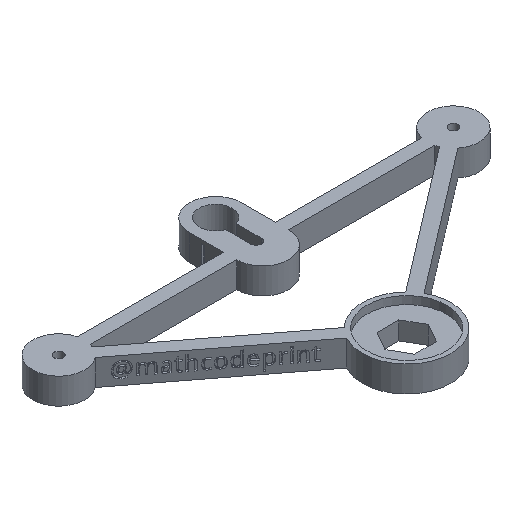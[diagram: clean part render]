
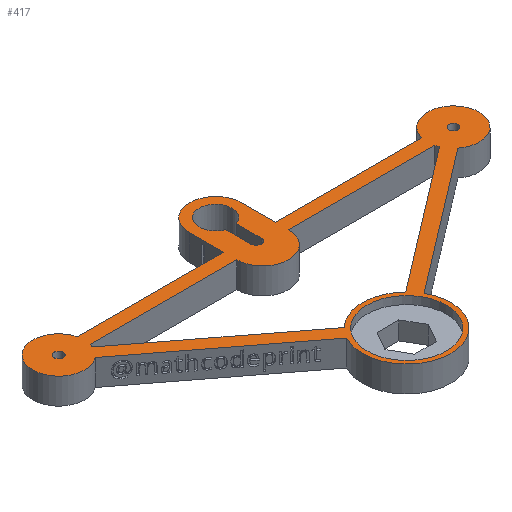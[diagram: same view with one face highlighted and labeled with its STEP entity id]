
A CAD part, isometric view. The second image highlights one B-rep face of the part: STEP entity #417.
In plain terms, the highlighted planar face has unit normal (0, 0, 1).
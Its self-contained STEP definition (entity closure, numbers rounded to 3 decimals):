
#24 = VERTEX_POINT('',#25);
#25 = CARTESIAN_POINT('',(5.,7.8,2.5));
#31 = EDGE_CURVE('',#24,#32,#34,.T.);
#32 = VERTEX_POINT('',#33);
#33 = CARTESIAN_POINT('',(-5.,7.8,2.5));
#34 = CIRCLE('',#35,5.);
#35 = AXIS2_PLACEMENT_3D('',#36,#37,#38);
#36 = CARTESIAN_POINT('',(0.,7.8,2.5));
#37 = DIRECTION('',(0.,0.,1.));
#38 = DIRECTION('',(1.,0.,0.));
#64 = EDGE_CURVE('',#24,#65,#67,.T.);
#65 = VERTEX_POINT('',#66);
#66 = CARTESIAN_POINT('',(5.,1.25,2.5));
#67 = LINE('',#68,#69);
#68 = CARTESIAN_POINT('',(5.,7.8,2.5));
#69 = VECTOR('',#70,1.);
#70 = DIRECTION('',(0.,-1.,0.));
#97 = VERTEX_POINT('',#98);
#98 = CARTESIAN_POINT('',(-5.,1.25,2.5));
#104 = EDGE_CURVE('',#97,#32,#105,.T.);
#105 = LINE('',#106,#107);
#106 = CARTESIAN_POINT('',(-5.,1.25,2.5));
#107 = VECTOR('',#108,1.);
#108 = DIRECTION('',(0.,1.,0.));
#417 = ADVANCED_FACE('',(#418,#480,#491,#527,#538,#608),#619,.T.);
#418 = FACE_BOUND('',#419,.T.);
#419 = EDGE_LOOP('',(#420,#421,#422,#430,#439,#447,#456,#464,#473,#479)
  );
#420 = ORIENTED_EDGE('',*,*,#31,.T.);
#421 = ORIENTED_EDGE('',*,*,#104,.F.);
#422 = ORIENTED_EDGE('',*,*,#423,.F.);
#423 = EDGE_CURVE('',#424,#97,#426,.T.);
#424 = VERTEX_POINT('',#425);
#425 = CARTESIAN_POINT('',(-33.159,1.25,2.5));
#426 = LINE('',#427,#428);
#427 = CARTESIAN_POINT('',(-33.159,1.25,2.5));
#428 = VECTOR('',#429,1.);
#429 = DIRECTION('',(1.,0.,0.));
#430 = ORIENTED_EDGE('',*,*,#431,.T.);
#431 = EDGE_CURVE('',#424,#432,#434,.T.);
#432 = VERTEX_POINT('',#433);
#433 = CARTESIAN_POINT('',(-34.91,-3.931,2.5));
#434 = CIRCLE('',#435,5.);
#435 = AXIS2_PLACEMENT_3D('',#436,#437,#438);
#436 = CARTESIAN_POINT('',(-38.,0.,2.5));
#437 = DIRECTION('',(0.,0.,1.));
#438 = DIRECTION('',(1.,0.,0.));
#439 = ORIENTED_EDGE('',*,*,#440,.T.);
#440 = EDGE_CURVE('',#432,#441,#443,.T.);
#441 = VERTEX_POINT('',#442);
#442 = CARTESIAN_POINT('',(-7.441,-24.902,2.5));
#443 = LINE('',#444,#445);
#444 = CARTESIAN_POINT('',(-34.91,-3.931,2.5));
#445 = VECTOR('',#446,1.);
#446 = DIRECTION('',(0.795,-0.607,0.));
#447 = ORIENTED_EDGE('',*,*,#448,.T.);
#448 = EDGE_CURVE('',#441,#449,#451,.T.);
#449 = VERTEX_POINT('',#450);
#450 = CARTESIAN_POINT('',(7.441,-24.902,2.5));
#451 = CIRCLE('',#452,8.5);
#452 = AXIS2_PLACEMENT_3D('',#453,#454,#455);
#453 = CARTESIAN_POINT('',(0.,-29.01,2.5));
#454 = DIRECTION('',(0.,0.,1.));
#455 = DIRECTION('',(1.,0.,0.));
#456 = ORIENTED_EDGE('',*,*,#457,.F.);
#457 = EDGE_CURVE('',#458,#449,#460,.T.);
#458 = VERTEX_POINT('',#459);
#459 = CARTESIAN_POINT('',(34.91,-3.931,2.5));
#460 = LINE('',#461,#462);
#461 = CARTESIAN_POINT('',(34.91,-3.931,2.5));
#462 = VECTOR('',#463,1.);
#463 = DIRECTION('',(-0.795,-0.607,0.));
#464 = ORIENTED_EDGE('',*,*,#465,.T.);
#465 = EDGE_CURVE('',#458,#466,#468,.T.);
#466 = VERTEX_POINT('',#467);
#467 = CARTESIAN_POINT('',(33.159,1.25,2.5));
#468 = CIRCLE('',#469,5.);
#469 = AXIS2_PLACEMENT_3D('',#470,#471,#472);
#470 = CARTESIAN_POINT('',(38.,0.,2.5));
#471 = DIRECTION('',(0.,0.,1.));
#472 = DIRECTION('',(1.,0.,0.));
#473 = ORIENTED_EDGE('',*,*,#474,.F.);
#474 = EDGE_CURVE('',#65,#466,#475,.T.);
#475 = LINE('',#476,#477);
#476 = CARTESIAN_POINT('',(5.,1.25,2.5));
#477 = VECTOR('',#478,1.);
#478 = DIRECTION('',(1.,0.,0.));
#479 = ORIENTED_EDGE('',*,*,#64,.F.);
#480 = FACE_BOUND('',#481,.T.);
#481 = EDGE_LOOP('',(#482));
#482 = ORIENTED_EDGE('',*,*,#483,.F.);
#483 = EDGE_CURVE('',#484,#484,#486,.T.);
#484 = VERTEX_POINT('',#485);
#485 = CARTESIAN_POINT('',(38.875,0.,2.5));
#486 = CIRCLE('',#487,0.875);
#487 = AXIS2_PLACEMENT_3D('',#488,#489,#490);
#488 = CARTESIAN_POINT('',(38.,0.,2.5));
#489 = DIRECTION('',(0.,0.,1.));
#490 = DIRECTION('',(1.,0.,0.));
#491 = FACE_BOUND('',#492,.T.);
#492 = EDGE_LOOP('',(#493,#503,#512,#520));
#493 = ORIENTED_EDGE('',*,*,#494,.F.);
#494 = EDGE_CURVE('',#495,#497,#499,.T.);
#495 = VERTEX_POINT('',#496);
#496 = CARTESIAN_POINT('',(-1.,4.813,2.5));
#497 = VERTEX_POINT('',#498);
#498 = CARTESIAN_POINT('',(-1.,0.,2.5));
#499 = LINE('',#500,#501);
#500 = CARTESIAN_POINT('',(-1.,4.813,2.5));
#501 = VECTOR('',#502,1.);
#502 = DIRECTION('',(0.,-1.,0.));
#503 = ORIENTED_EDGE('',*,*,#504,.F.);
#504 = EDGE_CURVE('',#505,#495,#507,.T.);
#505 = VERTEX_POINT('',#506);
#506 = CARTESIAN_POINT('',(1.,4.813,2.5));
#507 = CIRCLE('',#508,3.15);
#508 = AXIS2_PLACEMENT_3D('',#509,#510,#511);
#509 = CARTESIAN_POINT('',(0.,7.8,2.5));
#510 = DIRECTION('',(0.,0.,1.));
#511 = DIRECTION('',(1.,0.,0.));
#512 = ORIENTED_EDGE('',*,*,#513,.T.);
#513 = EDGE_CURVE('',#505,#514,#516,.T.);
#514 = VERTEX_POINT('',#515);
#515 = CARTESIAN_POINT('',(1.,0.,2.5));
#516 = LINE('',#517,#518);
#517 = CARTESIAN_POINT('',(1.,4.813,2.5));
#518 = VECTOR('',#519,1.);
#519 = DIRECTION('',(0.,-1.,0.));
#520 = ORIENTED_EDGE('',*,*,#521,.F.);
#521 = EDGE_CURVE('',#497,#514,#522,.T.);
#522 = CIRCLE('',#523,1.);
#523 = AXIS2_PLACEMENT_3D('',#524,#525,#526);
#524 = CARTESIAN_POINT('',(0.,0.,2.5));
#525 = DIRECTION('',(0.,0.,1.));
#526 = DIRECTION('',(1.,0.,0.));
#527 = FACE_BOUND('',#528,.T.);
#528 = EDGE_LOOP('',(#529));
#529 = ORIENTED_EDGE('',*,*,#530,.T.);
#530 = EDGE_CURVE('',#531,#531,#533,.T.);
#531 = VERTEX_POINT('',#532);
#532 = CARTESIAN_POINT('',(7.65,-29.01,2.5));
#533 = CIRCLE('',#534,7.65);
#534 = AXIS2_PLACEMENT_3D('',#535,#536,#537);
#535 = CARTESIAN_POINT('',(0.,-29.01,2.5));
#536 = DIRECTION('',(0.,0.,-1.));
#537 = DIRECTION('',(1.,0.,0.));
#538 = FACE_BOUND('',#539,.T.);
#539 = EDGE_LOOP('',(#540,#550,#559,#567,#576,#584,#593,#601));
#540 = ORIENTED_EDGE('',*,*,#541,.T.);
#541 = EDGE_CURVE('',#542,#544,#546,.T.);
#542 = VERTEX_POINT('',#543);
#543 = CARTESIAN_POINT('',(5.,-1.25,2.5));
#544 = VERTEX_POINT('',#545);
#545 = CARTESIAN_POINT('',(33.159,-1.25,2.5));
#546 = LINE('',#547,#548);
#547 = CARTESIAN_POINT('',(5.,-1.25,2.5));
#548 = VECTOR('',#549,1.);
#549 = DIRECTION('',(1.,0.,0.));
#550 = ORIENTED_EDGE('',*,*,#551,.T.);
#551 = EDGE_CURVE('',#544,#552,#554,.T.);
#552 = VERTEX_POINT('',#553);
#553 = CARTESIAN_POINT('',(33.393,-1.944,2.5));
#554 = CIRCLE('',#555,5.);
#555 = AXIS2_PLACEMENT_3D('',#556,#557,#558);
#556 = CARTESIAN_POINT('',(38.,0.,2.5));
#557 = DIRECTION('',(0.,0.,1.));
#558 = DIRECTION('',(1.,0.,0.));
#559 = ORIENTED_EDGE('',*,*,#560,.T.);
#560 = EDGE_CURVE('',#552,#561,#563,.T.);
#561 = VERTEX_POINT('',#562);
#562 = CARTESIAN_POINT('',(5.924,-22.915,2.5));
#563 = LINE('',#564,#565);
#564 = CARTESIAN_POINT('',(33.393,-1.944,2.5));
#565 = VECTOR('',#566,1.);
#566 = DIRECTION('',(-0.795,-0.607,0.));
#567 = ORIENTED_EDGE('',*,*,#568,.T.);
#568 = EDGE_CURVE('',#561,#569,#571,.T.);
#569 = VERTEX_POINT('',#570);
#570 = CARTESIAN_POINT('',(-5.924,-22.915,2.5));
#571 = CIRCLE('',#572,8.5);
#572 = AXIS2_PLACEMENT_3D('',#573,#574,#575);
#573 = CARTESIAN_POINT('',(0.,-29.01,2.5));
#574 = DIRECTION('',(0.,0.,1.));
#575 = DIRECTION('',(1.,0.,0.));
#576 = ORIENTED_EDGE('',*,*,#577,.F.);
#577 = EDGE_CURVE('',#578,#569,#580,.T.);
#578 = VERTEX_POINT('',#579);
#579 = CARTESIAN_POINT('',(-33.393,-1.944,2.5));
#580 = LINE('',#581,#582);
#581 = CARTESIAN_POINT('',(-33.393,-1.944,2.5));
#582 = VECTOR('',#583,1.);
#583 = DIRECTION('',(0.795,-0.607,0.));
#584 = ORIENTED_EDGE('',*,*,#585,.T.);
#585 = EDGE_CURVE('',#578,#586,#588,.T.);
#586 = VERTEX_POINT('',#587);
#587 = CARTESIAN_POINT('',(-33.159,-1.25,2.5));
#588 = CIRCLE('',#589,5.);
#589 = AXIS2_PLACEMENT_3D('',#590,#591,#592);
#590 = CARTESIAN_POINT('',(-38.,0.,2.5));
#591 = DIRECTION('',(0.,0.,1.));
#592 = DIRECTION('',(1.,0.,0.));
#593 = ORIENTED_EDGE('',*,*,#594,.F.);
#594 = EDGE_CURVE('',#595,#586,#597,.T.);
#595 = VERTEX_POINT('',#596);
#596 = CARTESIAN_POINT('',(-5.,-1.25,2.5));
#597 = LINE('',#598,#599);
#598 = CARTESIAN_POINT('',(-5.,-1.25,2.5));
#599 = VECTOR('',#600,1.);
#600 = DIRECTION('',(-1.,0.,0.));
#601 = ORIENTED_EDGE('',*,*,#602,.T.);
#602 = EDGE_CURVE('',#595,#542,#603,.T.);
#603 = CIRCLE('',#604,5.);
#604 = AXIS2_PLACEMENT_3D('',#605,#606,#607);
#605 = CARTESIAN_POINT('',(0.,-1.25,2.5));
#606 = DIRECTION('',(0.,0.,1.));
#607 = DIRECTION('',(1.,0.,0.));
#608 = FACE_BOUND('',#609,.T.);
#609 = EDGE_LOOP('',(#610));
#610 = ORIENTED_EDGE('',*,*,#611,.F.);
#611 = EDGE_CURVE('',#612,#612,#614,.T.);
#612 = VERTEX_POINT('',#613);
#613 = CARTESIAN_POINT('',(-37.125,0.,2.5));
#614 = CIRCLE('',#615,0.875);
#615 = AXIS2_PLACEMENT_3D('',#616,#617,#618);
#616 = CARTESIAN_POINT('',(-38.,0.,2.5));
#617 = DIRECTION('',(0.,0.,1.));
#618 = DIRECTION('',(1.,0.,0.));
#619 = PLANE('',#620);
#620 = AXIS2_PLACEMENT_3D('',#621,#622,#623);
#621 = CARTESIAN_POINT('',(0.,-7.506,2.5));
#622 = DIRECTION('',(0.,0.,1.));
#623 = DIRECTION('',(1.,0.,0.));
